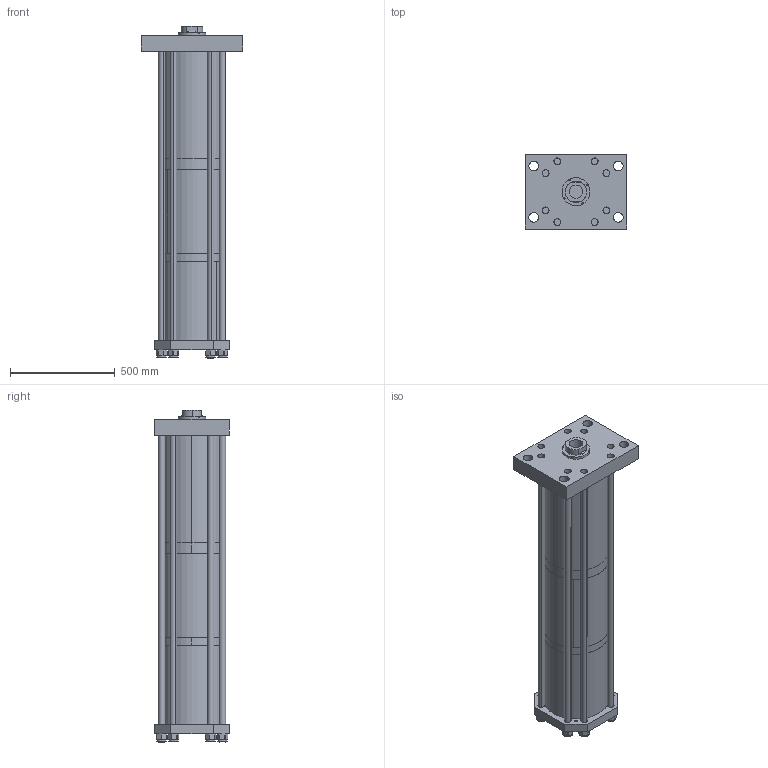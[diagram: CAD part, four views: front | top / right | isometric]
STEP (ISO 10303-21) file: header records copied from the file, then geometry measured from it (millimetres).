
FILE_DESCRIPTION (( 'STEP AP203' ), '1' );
FILE_NAME ('HPI-75-8.00-.50-FH-2020.STEP', '2020-04-23T14:00:48', ( '' ), ( '' ), 'SwSTEP 2.0', 'SolidWorks 2018', '' );
FILE_SCHEMA (( 'CONFIG_CONTROL_DESIGN' ));
Length unit declared in the file: inch
Products named in the file (18): NLN 1.25; G10010_HPI-75-6.00; HPI-75-8.00-.50-FH-2020; E10001_NEW_HPI-75-6.00; 100 TON CYLINDER CAP_HPI-75-6.00; E10001; E10003; EI7505_8.0-.50; 100 TON CYLINDER ROD BEARING; E10004; E10013_HPI-75-6.00; NLN 1.25_1_HPI-75-6.00; G7510; E7513; EI7514_.50; E7518_8.0-.50; E10064.; E7511_8.0
Assembly tree (25 placements, depth 2):
  NLN 1.25
  HPI-75-8.00-.50-FH-2020
    E10004
    EI7505_8.0-.50
    E7511_8.0
    EI7514_.50
    E7518_8.0-.50  x8
    100 TON CYLINDER CAP_HPI-75-6.00
    G10010_HPI-75-6.00
    E10013_HPI-75-6.00
    NLN 1.25_1_HPI-75-6.00  x8
    100 TON CYLINDER ROD BEARING
    E10001_NEW_HPI-75-6.00
  E10001
  E10003
  G7510
Bounding box: 482.6 x 355.6 x 1582.52 mm (x, y, z)
Volume: 63524536.7 mm3; surface area: 5206450.1 mm2
Topology: 25 solids, 25 shells, 550 faces, 1303 edges, 821 vertices
Faces by surface type: cylinder 267, plane 209, cone 42, bspline 32
Entity records: 11627 total; most frequent: CARTESIAN_POINT 2152, DIRECTION 1684, ORIENTED_EDGE 1408, EDGE_CURVE 704, AXIS2_PLACEMENT_3D 684, VERTEX_POINT 457, EDGE_LOOP 397, CIRCLE 362
